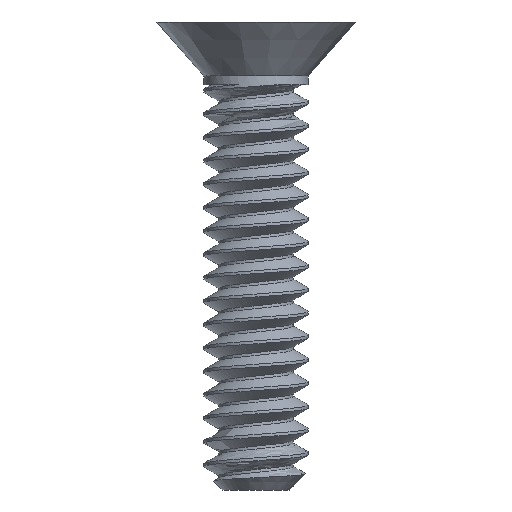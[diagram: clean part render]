
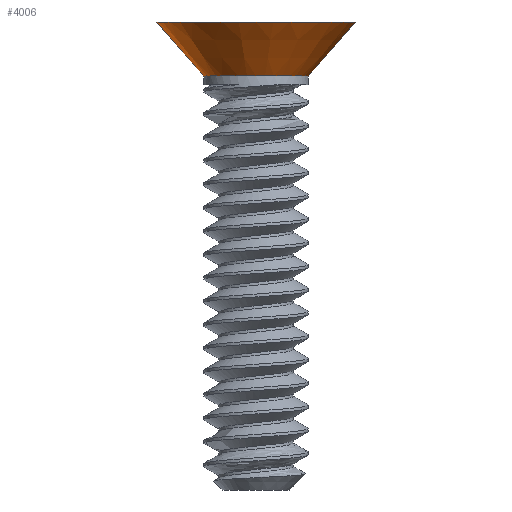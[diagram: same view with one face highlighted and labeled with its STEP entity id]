
A CAD part, left-side view. The second image highlights one B-rep face of the part: STEP entity #4006.
In plain terms, the highlighted conical face has half-angle 41 degrees and reference radius 1.422 mm.
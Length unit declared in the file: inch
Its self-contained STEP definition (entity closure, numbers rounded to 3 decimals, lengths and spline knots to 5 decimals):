
#130 = EDGE_CURVE ( 'NONE', #2723, #3864, #387, .T. ) ;
#225 = DIRECTION ( 'NONE',  ( 0., -1., 0. ) ) ;
#240 = EDGE_CURVE ( 'NONE', #2723, #2465, #4349, .T. ) ;
#387 = CIRCLE ( 'NONE', #533, 0.056 ) ;
#515 = LINE ( 'NONE', #704, #1771 ) ;
#533 = AXIS2_PLACEMENT_3D ( 'NONE', #4003, #2597, #3278 ) ;
#704 = CARTESIAN_POINT ( 'NONE',  ( 0., 0.056, 0.00948 ) ) ;
#907 = ORIENTED_EDGE ( 'NONE', *, *, #3077, .F. ) ;
#1258 = CARTESIAN_POINT ( 'NONE',  ( 0., -0.056, 0.00948 ) ) ;
#1335 = FACE_OUTER_BOUND ( 'NONE', #1467, .T. ) ;
#1419 = ORIENTED_EDGE ( 'NONE', *, *, #240, .T. ) ;
#1467 = EDGE_LOOP ( 'NONE', ( #907, #3964, #1419, #1838 ) ) ;
#1605 = AXIS2_PLACEMENT_3D ( 'NONE', #3058, #1669, #4102 ) ;
#1669 = DIRECTION ( 'NONE',  ( 0., 0., 1. ) ) ;
#1681 = DIRECTION ( 'NONE',  ( 0., 0., 1. ) ) ;
#1771 = VECTOR ( 'NONE', #2456, 39.37008 ) ;
#1838 = ORIENTED_EDGE ( 'NONE', *, *, #4062, .F. ) ;
#2019 = CARTESIAN_POINT ( 'NONE',  ( 0., 0.106, 0.067 ) ) ;
#2176 = VERTEX_POINT ( 'NONE', #2019 ) ;
#2213 = CIRCLE ( 'NONE', #1605, 0.106 ) ;
#2255 = CARTESIAN_POINT ( 'NONE',  ( 0., 0.056, 0.00948 ) ) ;
#2372 = CONICAL_SURFACE ( 'NONE', #2630, 0.056, 0.716 ) ;
#2456 = DIRECTION ( 'NONE',  ( 0., 0.656, 0.755 ) ) ;
#2465 = VERTEX_POINT ( 'NONE', #3280 ) ;
#2597 = DIRECTION ( 'NONE',  ( 0., 0., -1. ) ) ;
#2630 = AXIS2_PLACEMENT_3D ( 'NONE', #2724, #1681, #225 ) ;
#2674 = DIRECTION ( 'NONE',  ( 0., -0.656, 0.755 ) ) ;
#2723 = VERTEX_POINT ( 'NONE', #1258 ) ;
#2724 = CARTESIAN_POINT ( 'NONE',  ( 0., 0., 0.00948 ) ) ;
#2996 = CARTESIAN_POINT ( 'NONE',  ( 0., -0.056, 0.00948 ) ) ;
#3058 = CARTESIAN_POINT ( 'NONE',  ( 0., 0., 0.067 ) ) ;
#3077 = EDGE_CURVE ( 'NONE', #3864, #2176, #515, .T. ) ;
#3151 = VECTOR ( 'NONE', #2674, 39.37008 ) ;
#3278 = DIRECTION ( 'NONE',  ( 0., 1., 0. ) ) ;
#3280 = CARTESIAN_POINT ( 'NONE',  ( 0., -0.106, 0.067 ) ) ;
#3864 = VERTEX_POINT ( 'NONE', #2255 ) ;
#3964 = ORIENTED_EDGE ( 'NONE', *, *, #130, .F. ) ;
#4003 = CARTESIAN_POINT ( 'NONE',  ( 0., 0., 0.00948 ) ) ;
#4006 = ADVANCED_FACE ( 'NONE', ( #1335 ), #2372, .T. ) ;
#4062 = EDGE_CURVE ( 'NONE', #2176, #2465, #2213, .T. ) ;
#4102 = DIRECTION ( 'NONE',  ( 0., -1., 0. ) ) ;
#4349 = LINE ( 'NONE', #2996, #3151 ) ;
